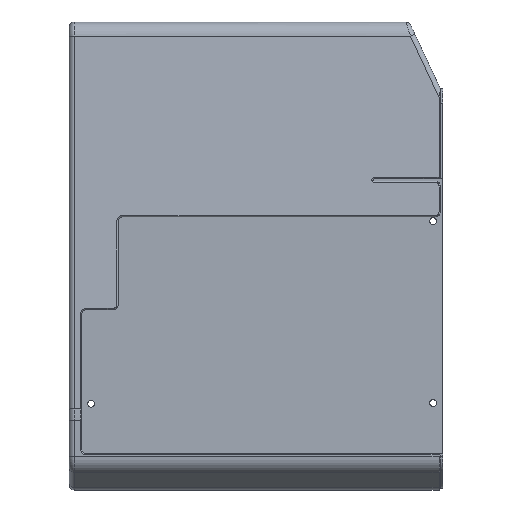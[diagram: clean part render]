
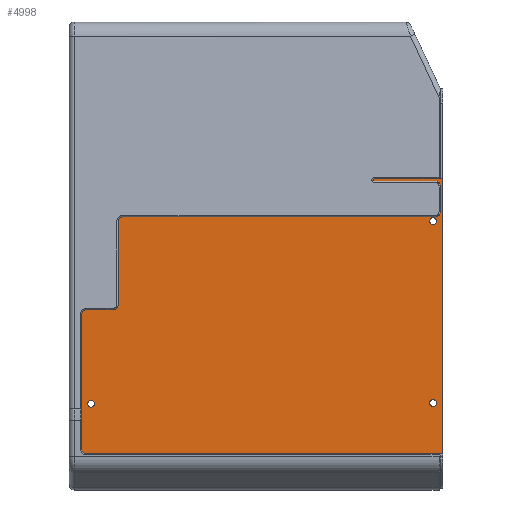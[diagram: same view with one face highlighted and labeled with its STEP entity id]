
A CAD part, top view. The second image highlights one B-rep face of the part: STEP entity #4998.
In plain terms, the highlighted planar face has unit normal (0, 0, 1).
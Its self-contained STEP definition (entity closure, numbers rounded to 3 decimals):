
#183=FACE_BOUND('',#619,.T.);
#184=FACE_BOUND('',#620,.T.);
#185=FACE_BOUND('',#621,.T.);
#186=FACE_BOUND('',#622,.T.);
#187=FACE_BOUND('',#623,.T.);
#316=FACE_OUTER_BOUND('',#618,.T.);
#618=EDGE_LOOP('',(#3879,#3880,#3881,#3882));
#619=EDGE_LOOP('',(#3883));
#620=EDGE_LOOP('',(#3884,#3885,#3886,#3887));
#621=EDGE_LOOP('',(#3888));
#622=EDGE_LOOP('',(#3889));
#623=EDGE_LOOP('',(#3890));
#801=CIRCLE('',#5185,1.4);
#828=CIRCLE('',#5278,1.4);
#829=CIRCLE('',#5280,1.4);
#830=CIRCLE('',#5283,1.4);
#883=LINE('',#7000,#1462);
#997=LINE('',#7794,#1576);
#999=LINE('',#7798,#1578);
#1001=LINE('',#7801,#1580);
#1030=LINE('',#7864,#1609);
#1107=LINE('',#8104,#1686);
#1164=LINE('',#8236,#1743);
#1165=LINE('',#8237,#1744);
#1462=VECTOR('',#5603,4.392);
#1576=VECTOR('',#5831,10.);
#1578=VECTOR('',#5835,10.);
#1580=VECTOR('',#5839,10.);
#1609=VECTOR('',#5890,10.);
#1686=VECTOR('',#6073,10.);
#1743=VECTOR('',#6204,10.);
#1744=VECTOR('',#6205,10.);
#2050=VERTEX_POINT('',#6974);
#2052=VERTEX_POINT('',#6994);
#2054=VERTEX_POINT('',#6998);
#2171=VERTEX_POINT('',#7793);
#2172=VERTEX_POINT('',#7797);
#2193=VERTEX_POINT('',#7860);
#2195=VERTEX_POINT('',#7863);
#2221=VERTEX_POINT('',#7937);
#2223=VERTEX_POINT('',#7942);
#2225=VERTEX_POINT('',#7985);
#2269=VERTEX_POINT('',#8103);
#2307=VERTEX_POINT('',#8235);
#2498=EDGE_CURVE('',#2050,#2050,#801,.T.);
#2502=EDGE_CURVE('',#2052,#2054,#883,.T.);
#2671=EDGE_CURVE('',#2171,#2054,#997,.F.);
#2673=EDGE_CURVE('',#2172,#2052,#999,.T.);
#2675=EDGE_CURVE('',#2172,#2171,#1001,.T.);
#2705=EDGE_CURVE('',#2195,#2193,#1030,.T.);
#2743=EDGE_CURVE('',#2221,#2221,#828,.T.);
#2745=EDGE_CURVE('',#2223,#2223,#829,.T.);
#2750=EDGE_CURVE('',#2225,#2225,#830,.T.);
#2808=EDGE_CURVE('',#2195,#2269,#1107,.T.);
#2875=EDGE_CURVE('',#2307,#2193,#1164,.T.);
#2876=EDGE_CURVE('',#2269,#2307,#1165,.T.);
#3879=ORIENTED_EDGE('',*,*,#2875,.F.);
#3880=ORIENTED_EDGE('',*,*,#2876,.F.);
#3881=ORIENTED_EDGE('',*,*,#2808,.F.);
#3882=ORIENTED_EDGE('',*,*,#2705,.T.);
#3883=ORIENTED_EDGE('',*,*,#2498,.T.);
#3884=ORIENTED_EDGE('',*,*,#2671,.F.);
#3885=ORIENTED_EDGE('',*,*,#2675,.F.);
#3886=ORIENTED_EDGE('',*,*,#2673,.T.);
#3887=ORIENTED_EDGE('',*,*,#2502,.T.);
#3888=ORIENTED_EDGE('',*,*,#2743,.T.);
#3889=ORIENTED_EDGE('',*,*,#2745,.T.);
#3890=ORIENTED_EDGE('',*,*,#2750,.T.);
#4733=PLANE('',#5345);
#4998=ADVANCED_FACE('',(#316,#183,#184,#185,#186,#187),#4733,.T.);
#5185=AXIS2_PLACEMENT_3D('',#6976,#5598,#5599);
#5278=AXIS2_PLACEMENT_3D('',#7939,#5961,#5962);
#5280=AXIS2_PLACEMENT_3D('',#7944,#5966,#5967);
#5283=AXIS2_PLACEMENT_3D('',#7987,#5974,#5975);
#5345=AXIS2_PLACEMENT_3D('',#8234,#6202,#6203);
#5598=DIRECTION('center_axis',(0.,0.,
-1.));
#5599=DIRECTION('ref_axis',(-1.,0.,0.));
#5603=DIRECTION('',(0.413,0.911,0.));
#5831=DIRECTION('',(1.,0.,0.));
#5835=DIRECTION('',(-1.,0.,0.));
#5839=DIRECTION('',(0.,1.,0.));
#5890=DIRECTION('',(-1.,0.,0.));
#5961=DIRECTION('center_axis',(0.,0.,
-1.));
#5962=DIRECTION('ref_axis',(-1.,0.,0.));
#5966=DIRECTION('center_axis',(0.,0.,
-1.));
#5967=DIRECTION('ref_axis',(-1.,0.,0.));
#5974=DIRECTION('center_axis',(0.,0.,
-1.));
#5975=DIRECTION('ref_axis',(-1.,0.,0.));
#6073=DIRECTION('',(0.,-1.,0.));
#6202=DIRECTION('center_axis',(0.,0.,
1.));
#6203=DIRECTION('ref_axis',(0.,1.,0.));
#6204=DIRECTION('',(0.,1.,0.));
#6205=DIRECTION('',(-1.,0.,0.));
#6974=CARTESIAN_POINT('',(-147.635,-224.475,-0.07));
#6976=CARTESIAN_POINT('Origin',(-149.035,-224.475,-0.07));
#6994=CARTESIAN_POINT('',(-49.361,-116.475,-0.077));
#6998=CARTESIAN_POINT('',(-47.547,-112.475,-0.077));
#7000=CARTESIAN_POINT('',(-49.361,-116.475,-0.077));
#7793=CARTESIAN_POINT('',(-6.228,-112.475,-0.077));
#7794=CARTESIAN_POINT('',(108.236,-112.475,-0.077));
#7797=CARTESIAN_POINT('',(-6.228,-116.475,-0.077));
#7798=CARTESIAN_POINT('',(93.256,-116.475,-0.077));
#7801=CARTESIAN_POINT('',(-6.228,-180.966,-0.073));
#7860=CARTESIAN_POINT('',(-154.438,-108.869,-0.078));
#7863=CARTESIAN_POINT('',(-5.048,-108.869,-0.078));
#7864=CARTESIAN_POINT('',(224.52,-108.869,-0.078));
#7937=CARTESIAN_POINT('',(-7.563,-224.221,-0.07));
#7939=CARTESIAN_POINT('Origin',(-8.963,-224.221,-0.07));
#7942=CARTESIAN_POINT('',(-147.637,-149.725,-0.075));
#7944=CARTESIAN_POINT('Origin',(-149.037,-149.725,-0.075));
#7985=CARTESIAN_POINT('',(-7.563,-149.725,-0.075));
#7987=CARTESIAN_POINT('Origin',(-8.963,-149.725,-0.075));
#8103=CARTESIAN_POINT('',(-5.048,-245.457,-0.069));
#8104=CARTESIAN_POINT('',(-5.048,-196.702,-0.072));
#8234=CARTESIAN_POINT('Origin',(224.52,-245.457,-0.069));
#8235=CARTESIAN_POINT('',(-154.438,-245.457,-0.069));
#8236=CARTESIAN_POINT('',(-154.438,-212.697,-0.071));
#8237=CARTESIAN_POINT('',(224.52,-245.457,-0.069));
